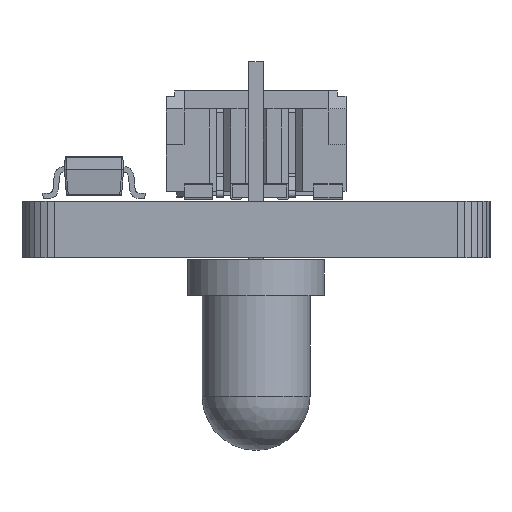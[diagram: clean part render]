
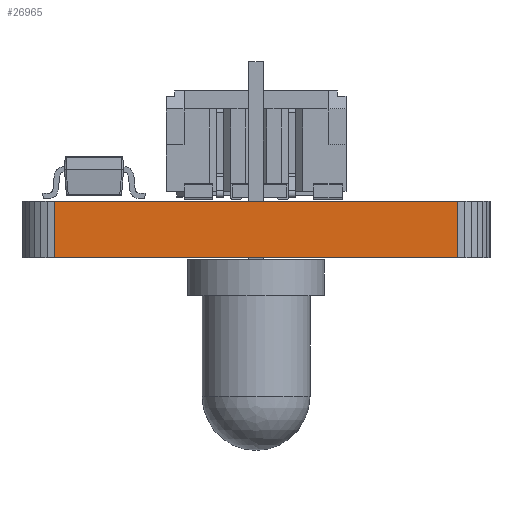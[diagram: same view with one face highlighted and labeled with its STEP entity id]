
A CAD part, left-side view. The second image highlights one B-rep face of the part: STEP entity #26965.
In plain terms, the highlighted planar face has unit normal (-1, 0, 0).
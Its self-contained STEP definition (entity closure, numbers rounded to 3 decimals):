
#24579 = PLANE('',#24580);
#24580 = AXIS2_PLACEMENT_3D('',#24581,#24582,#24583);
#24581 = CARTESIAN_POINT('',(128.5,-63.5,1.57));
#24582 = DIRECTION('',(-0.,-0.,-1.));
#24583 = DIRECTION('',(-1.,0.,0.));
#24633 = PLANE('',#24634);
#24634 = AXIS2_PLACEMENT_3D('',#24635,#24636,#24637);
#24635 = CARTESIAN_POINT('',(128.5,-63.5,0.));
#24636 = DIRECTION('',(-0.,-0.,-1.));
#24637 = DIRECTION('',(-1.,0.,0.));
#25330 = VERTEX_POINT('',#25331);
#25331 = CARTESIAN_POINT('',(118.5,-69.1,0.));
#25345 = PLANE('',#25346);
#25346 = AXIS2_PLACEMENT_3D('',#25347,#25348,#25349);
#25347 = CARTESIAN_POINT('',(118.523,-69.3,0.));
#25348 = DIRECTION('',(-0.994,-0.112,0.));
#25349 = DIRECTION('',(-0.112,0.994,0.));
#25357 = EDGE_CURVE('',#25330,#25358,#25360,.T.);
#25358 = VERTEX_POINT('',#25359);
#25359 = CARTESIAN_POINT('',(118.5,-57.9,0.));
#25360 = SURFACE_CURVE('',#25361,(#25365,#25372),.PCURVE_S1.);
#25361 = LINE('',#25362,#25363);
#25362 = CARTESIAN_POINT('',(118.5,-69.1,0.));
#25363 = VECTOR('',#25364,1.);
#25364 = DIRECTION('',(0.,1.,0.));
#25365 = PCURVE('',#24633,#25366);
#25366 = DEFINITIONAL_REPRESENTATION('',(#25367),#25371);
#25367 = LINE('',#25368,#25369);
#25368 = CARTESIAN_POINT('',(10.,-5.6));
#25369 = VECTOR('',#25370,1.);
#25370 = DIRECTION('',(0.,1.));
#25371 = ( GEOMETRIC_REPRESENTATION_CONTEXT(2) 
PARAMETRIC_REPRESENTATION_CONTEXT() REPRESENTATION_CONTEXT('2D SPACE',''
  ) );
#25372 = PCURVE('',#25373,#25378);
#25373 = PLANE('',#25374);
#25374 = AXIS2_PLACEMENT_3D('',#25375,#25376,#25377);
#25375 = CARTESIAN_POINT('',(118.5,-69.1,0.));
#25376 = DIRECTION('',(-1.,0.,0.));
#25377 = DIRECTION('',(0.,1.,0.));
#25378 = DEFINITIONAL_REPRESENTATION('',(#25379),#25383);
#25379 = LINE('',#25380,#25381);
#25380 = CARTESIAN_POINT('',(0.,0.));
#25381 = VECTOR('',#25382,1.);
#25382 = DIRECTION('',(1.,0.));
#25383 = ( GEOMETRIC_REPRESENTATION_CONTEXT(2) 
PARAMETRIC_REPRESENTATION_CONTEXT() REPRESENTATION_CONTEXT('2D SPACE',''
  ) );
#25401 = PLANE('',#25402);
#25402 = AXIS2_PLACEMENT_3D('',#25403,#25404,#25405);
#25403 = CARTESIAN_POINT('',(118.5,-57.9,0.));
#25404 = DIRECTION('',(-0.994,0.112,0.));
#25405 = DIRECTION('',(0.112,0.994,0.));
#26186 = VERTEX_POINT('',#26187);
#26187 = CARTESIAN_POINT('',(118.5,-69.1,1.57));
#26208 = EDGE_CURVE('',#26186,#26209,#26211,.T.);
#26209 = VERTEX_POINT('',#26210);
#26210 = CARTESIAN_POINT('',(118.5,-57.9,1.57));
#26211 = SURFACE_CURVE('',#26212,(#26216,#26223),.PCURVE_S1.);
#26212 = LINE('',#26213,#26214);
#26213 = CARTESIAN_POINT('',(118.5,-69.1,1.57));
#26214 = VECTOR('',#26215,1.);
#26215 = DIRECTION('',(0.,1.,0.));
#26216 = PCURVE('',#24579,#26217);
#26217 = DEFINITIONAL_REPRESENTATION('',(#26218),#26222);
#26218 = LINE('',#26219,#26220);
#26219 = CARTESIAN_POINT('',(10.,-5.6));
#26220 = VECTOR('',#26221,1.);
#26221 = DIRECTION('',(0.,1.));
#26222 = ( GEOMETRIC_REPRESENTATION_CONTEXT(2) 
PARAMETRIC_REPRESENTATION_CONTEXT() REPRESENTATION_CONTEXT('2D SPACE',''
  ) );
#26223 = PCURVE('',#25373,#26224);
#26224 = DEFINITIONAL_REPRESENTATION('',(#26225),#26229);
#26225 = LINE('',#26226,#26227);
#26226 = CARTESIAN_POINT('',(0.,-1.57));
#26227 = VECTOR('',#26228,1.);
#26228 = DIRECTION('',(1.,0.));
#26229 = ( GEOMETRIC_REPRESENTATION_CONTEXT(2) 
PARAMETRIC_REPRESENTATION_CONTEXT() REPRESENTATION_CONTEXT('2D SPACE',''
  ) );
#26915 = EDGE_CURVE('',#25358,#26209,#26916,.T.);
#26916 = SURFACE_CURVE('',#26917,(#26921,#26928),.PCURVE_S1.);
#26917 = LINE('',#26918,#26919);
#26918 = CARTESIAN_POINT('',(118.5,-57.9,0.));
#26919 = VECTOR('',#26920,1.);
#26920 = DIRECTION('',(0.,0.,1.));
#26921 = PCURVE('',#25401,#26922);
#26922 = DEFINITIONAL_REPRESENTATION('',(#26923),#26927);
#26923 = LINE('',#26924,#26925);
#26924 = CARTESIAN_POINT('',(0.,0.));
#26925 = VECTOR('',#26926,1.);
#26926 = DIRECTION('',(0.,-1.));
#26927 = ( GEOMETRIC_REPRESENTATION_CONTEXT(2) 
PARAMETRIC_REPRESENTATION_CONTEXT() REPRESENTATION_CONTEXT('2D SPACE',''
  ) );
#26928 = PCURVE('',#25373,#26929);
#26929 = DEFINITIONAL_REPRESENTATION('',(#26930),#26934);
#26930 = LINE('',#26931,#26932);
#26931 = CARTESIAN_POINT('',(11.2,0.));
#26932 = VECTOR('',#26933,1.);
#26933 = DIRECTION('',(0.,-1.));
#26934 = ( GEOMETRIC_REPRESENTATION_CONTEXT(2) 
PARAMETRIC_REPRESENTATION_CONTEXT() REPRESENTATION_CONTEXT('2D SPACE',''
  ) );
#26965 = ADVANCED_FACE('',(#26966),#25373,.T.);
#26966 = FACE_BOUND('',#26967,.T.);
#26967 = EDGE_LOOP('',(#26968,#26989,#26990,#26991));
#26968 = ORIENTED_EDGE('',*,*,#26969,.T.);
#26969 = EDGE_CURVE('',#25330,#26186,#26970,.T.);
#26970 = SURFACE_CURVE('',#26971,(#26975,#26982),.PCURVE_S1.);
#26971 = LINE('',#26972,#26973);
#26972 = CARTESIAN_POINT('',(118.5,-69.1,0.));
#26973 = VECTOR('',#26974,1.);
#26974 = DIRECTION('',(0.,0.,1.));
#26975 = PCURVE('',#25373,#26976);
#26976 = DEFINITIONAL_REPRESENTATION('',(#26977),#26981);
#26977 = LINE('',#26978,#26979);
#26978 = CARTESIAN_POINT('',(0.,0.));
#26979 = VECTOR('',#26980,1.);
#26980 = DIRECTION('',(0.,-1.));
#26981 = ( GEOMETRIC_REPRESENTATION_CONTEXT(2) 
PARAMETRIC_REPRESENTATION_CONTEXT() REPRESENTATION_CONTEXT('2D SPACE',''
  ) );
#26982 = PCURVE('',#25345,#26983);
#26983 = DEFINITIONAL_REPRESENTATION('',(#26984),#26988);
#26984 = LINE('',#26985,#26986);
#26985 = CARTESIAN_POINT('',(0.202,0.));
#26986 = VECTOR('',#26987,1.);
#26987 = DIRECTION('',(0.,-1.));
#26988 = ( GEOMETRIC_REPRESENTATION_CONTEXT(2) 
PARAMETRIC_REPRESENTATION_CONTEXT() REPRESENTATION_CONTEXT('2D SPACE',''
  ) );
#26989 = ORIENTED_EDGE('',*,*,#26208,.T.);
#26990 = ORIENTED_EDGE('',*,*,#26915,.F.);
#26991 = ORIENTED_EDGE('',*,*,#25357,.F.);
